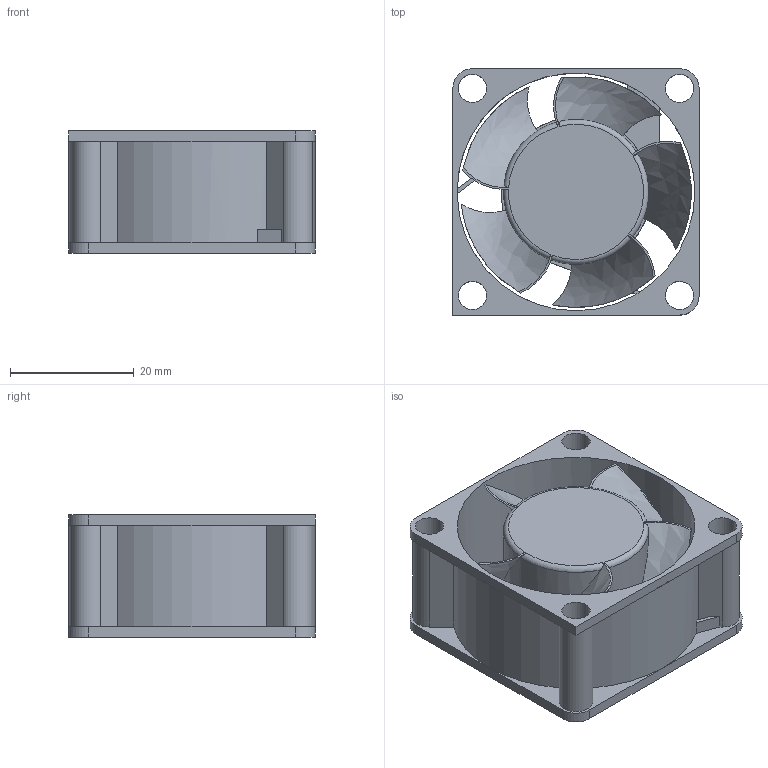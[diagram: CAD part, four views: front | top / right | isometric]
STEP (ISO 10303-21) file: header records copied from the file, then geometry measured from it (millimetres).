
FILE_DESCRIPTION(/* description */ (''),/* implementation_level */ '2;1');
FILE_NAME(/* name */ 'ELEC_FanMini_412.iam.step',/* time_stamp */ '2015-01-02T19:31:22-08:00',/* author */ ('Autodesk Inc.'),/* organization */ ('Autodesk Inc.'),/* preprocessor_version */ 'ST-DEVELOPER v15.6',/* originating_system */ 'Autodesk Inventor 2015',/* authorisation */ '');
FILE_SCHEMA (('AUTOMOTIVE_DESIGN { 1 0 10303 214 3 1 1 }'));
Length unit declared in the file: inch
Products named in the file (3): fan body; fan blade; ELEC_FanMini_412
Assembly tree (2 placements, depth 2):
  ELEC_FanMini_412
    fan body
    fan blade
Bounding box: 39.88 x 39.88 x 19.81 mm (x, y, z)
Volume: 11836 mm3; surface area: 12919.5 mm2
Topology: 2 solids, 2 shells, 102 faces, 293 edges, 193 vertices
Faces by surface type: plane 54, cylinder 28, bspline 15, torus 5
Full cylindrical faces by diameter (mm): 4.572 x4, 38.481 x1
Entity records: 3851 total; most frequent: CARTESIAN_POINT 1129, ORIENTED_EDGE 572, DIRECTION 538, EDGE_CURVE 286, VERTEX_POINT 191, AXIS2_PLACEMENT_3D 190, LINE 158, VECTOR 158
